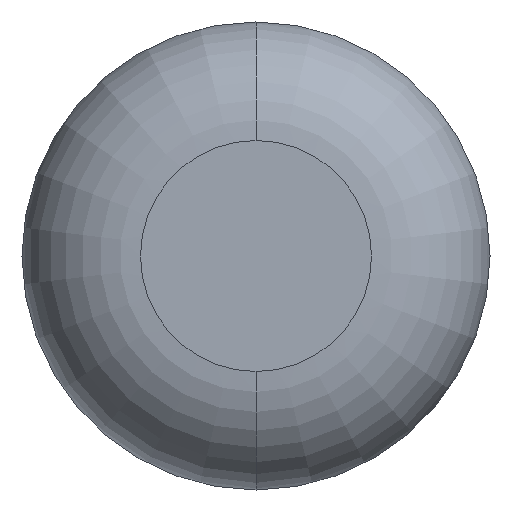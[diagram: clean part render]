
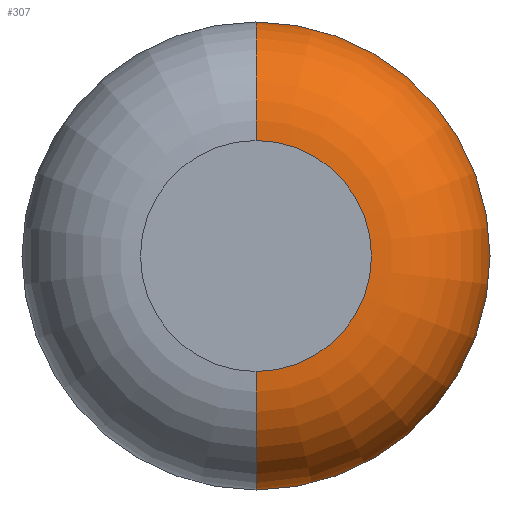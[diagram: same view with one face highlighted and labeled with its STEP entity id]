
A CAD part, front view. The second image highlights one B-rep face of the part: STEP entity #307.
In plain terms, the highlighted toroidal (fillet/blend) face has major radius 4.699 mm and minor radius 4.826 mm.
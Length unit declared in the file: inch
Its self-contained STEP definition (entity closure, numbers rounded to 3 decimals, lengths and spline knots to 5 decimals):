
#10 = DIRECTION ( 'NONE',  ( 1., 0., 0. ) ) ;
#17 = ORIENTED_EDGE ( 'NONE', *, *, #356, .T. ) ;
#24 = FACE_OUTER_BOUND ( 'NONE', #222, .T. ) ;
#28 = CARTESIAN_POINT ( 'NONE',  ( 0., 0.19, 0. ) ) ;
#37 = CARTESIAN_POINT ( 'NONE',  ( 0., 0.19, 0.185 ) ) ;
#42 = VERTEX_POINT ( 'NONE', #345 ) ;
#66 = AXIS2_PLACEMENT_3D ( 'NONE', #28, #332, #360 ) ;
#84 = CARTESIAN_POINT ( 'NONE',  ( 0., 0.19, 0. ) ) ;
#97 = CIRCLE ( 'NONE', #139, 0.375 ) ;
#99 = CARTESIAN_POINT ( 'NONE',  ( 0., 0., -0.185 ) ) ;
#107 = EDGE_CURVE ( 'NONE', #197, #318, #378, .T. ) ;
#119 = CARTESIAN_POINT ( 'NONE',  ( 0., 0., 0.185 ) ) ;
#129 = DIRECTION ( 'NONE',  ( 0., 0., -1. ) ) ;
#139 = AXIS2_PLACEMENT_3D ( 'NONE', #84, #363, #330 ) ;
#156 = DIRECTION ( 'NONE',  ( -1., 0., 0. ) ) ;
#161 = CIRCLE ( 'NONE', #379, 0.19 ) ;
#176 = CARTESIAN_POINT ( 'NONE',  ( 0., 0., 0. ) ) ;
#185 = AXIS2_PLACEMENT_3D ( 'NONE', #37, #10, #129 ) ;
#196 = CIRCLE ( 'NONE', #185, 0.19 ) ;
#197 = VERTEX_POINT ( 'NONE', #99 ) ;
#220 = ORIENTED_EDGE ( 'NONE', *, *, #107, .F. ) ;
#222 = EDGE_LOOP ( 'NONE', ( #17, #321, #220, #282 ) ) ;
#239 = DIRECTION ( 'NONE',  ( 0., -1., 0. ) ) ;
#241 = TOROIDAL_SURFACE ( 'NONE', #66, 0.185, 0.19 ) ;
#242 = EDGE_CURVE ( 'NONE', #316, #318, #196, .T. ) ;
#261 = CARTESIAN_POINT ( 'NONE',  ( 0., 0.19, 0.375 ) ) ;
#274 = AXIS2_PLACEMENT_3D ( 'NONE', #176, #239, #290 ) ;
#282 = ORIENTED_EDGE ( 'NONE', *, *, #341, .F. ) ;
#290 = DIRECTION ( 'NONE',  ( 0., 0., -1. ) ) ;
#307 = ADVANCED_FACE ( 'NONE', ( #24 ), #241, .T. ) ;
#316 = VERTEX_POINT ( 'NONE', #261 ) ;
#318 = VERTEX_POINT ( 'NONE', #119 ) ;
#321 = ORIENTED_EDGE ( 'NONE', *, *, #242, .T. ) ;
#330 = DIRECTION ( 'NONE',  ( 0., 0., -1. ) ) ;
#332 = DIRECTION ( 'NONE',  ( 0., -1., 0. ) ) ;
#341 = EDGE_CURVE ( 'NONE', #42, #197, #161, .T. ) ;
#345 = CARTESIAN_POINT ( 'NONE',  ( 0., 0.19, -0.375 ) ) ;
#356 = EDGE_CURVE ( 'NONE', #42, #316, #97, .T. ) ;
#360 = DIRECTION ( 'NONE',  ( 0., 0., -1. ) ) ;
#362 = DIRECTION ( 'NONE',  ( 0., 0., 1. ) ) ;
#363 = DIRECTION ( 'NONE',  ( 0., -1., 0. ) ) ;
#364 = CARTESIAN_POINT ( 'NONE',  ( 0., 0.19, -0.185 ) ) ;
#378 = CIRCLE ( 'NONE', #274, 0.185 ) ;
#379 = AXIS2_PLACEMENT_3D ( 'NONE', #364, #156, #362 ) ;
